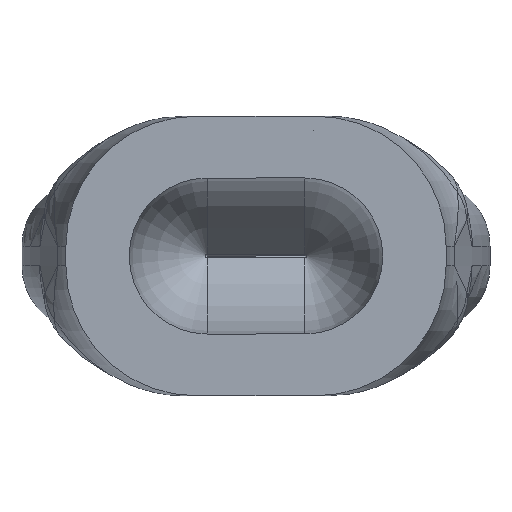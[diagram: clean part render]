
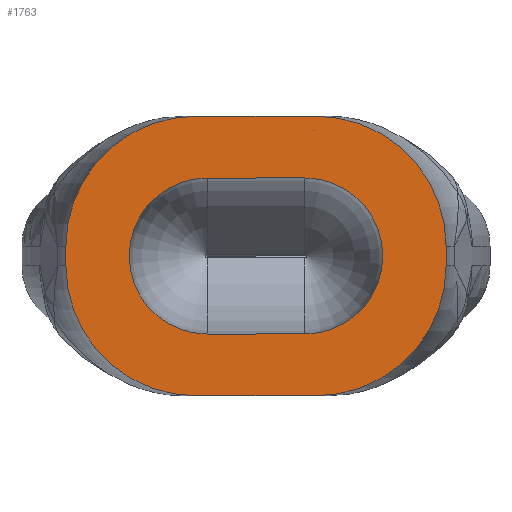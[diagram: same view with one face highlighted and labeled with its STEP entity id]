
A CAD part, front view. The second image highlights one B-rep face of the part: STEP entity #1763.
In plain terms, the highlighted planar face has unit normal (0, -1, 0).
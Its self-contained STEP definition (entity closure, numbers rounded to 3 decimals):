
#14 = VECTOR ( 'NONE', #1212, 1000. ) ;
#34 = ORIENTED_EDGE ( 'NONE', *, *, #787, .F. ) ;
#51 = EDGE_CURVE ( 'NONE', #163, #1159, #978, .T. ) ;
#103 = EDGE_CURVE ( 'NONE', #977, #163, #1739, .T. ) ;
#120 = ORIENTED_EDGE ( 'NONE', *, *, #51, .T. ) ;
#123 = AXIS2_PLACEMENT_3D ( 'NONE', #1074, #2372, #2024 ) ;
#161 = EDGE_CURVE ( 'NONE', #1673, #254, #1771, .T. ) ;
#163 = VERTEX_POINT ( 'NONE', #2077 ) ;
#182 = DIRECTION ( 'NONE',  ( 0., 0., -1. ) ) ;
#193 = DIRECTION ( 'NONE',  ( 1., 0., 0. ) ) ;
#211 = LINE ( 'NONE', #369, #2310 ) ;
#216 = ORIENTED_EDGE ( 'NONE', *, *, #1593, .F. ) ;
#225 = DIRECTION ( 'NONE',  ( 0., -1., 0. ) ) ;
#231 = DIRECTION ( 'NONE',  ( 0., 0., 1. ) ) ;
#254 = VERTEX_POINT ( 'NONE', #1557 ) ;
#264 = EDGE_CURVE ( 'NONE', #1791, #1478, #1648, .T. ) ;
#277 = CARTESIAN_POINT ( 'NONE',  ( -0.925, -16.4, 4.3 ) ) ;
#297 = DIRECTION ( 'NONE',  ( 0., -1., 0. ) ) ;
#303 = CARTESIAN_POINT ( 'NONE',  ( -2.925, -16.4, 2. ) ) ;
#347 = LINE ( 'NONE', #1104, #1227 ) ;
#369 = CARTESIAN_POINT ( 'NONE',  ( -0.75, -16.4, 0.95 ) ) ;
#403 = ORIENTED_EDGE ( 'NONE', *, *, #161, .F. ) ;
#408 = VERTEX_POINT ( 'NONE', #303 ) ;
#417 = CARTESIAN_POINT ( 'NONE',  ( 0.75, -16.4, 2.15 ) ) ;
#482 = CARTESIAN_POINT ( 'NONE',  ( 0., -16.4, 4.3 ) ) ;
#500 = CARTESIAN_POINT ( 'NONE',  ( 0.925, -16.4, 4.3 ) ) ;
#550 = ORIENTED_EDGE ( 'NONE', *, *, #264, .F. ) ;
#581 = DIRECTION ( 'NONE',  ( 0., 0., -1. ) ) ;
#594 = CARTESIAN_POINT ( 'NONE',  ( 0., -16.4, 0. ) ) ;
#619 = CARTESIAN_POINT ( 'NONE',  ( -0.75, -16.4, 2.15 ) ) ;
#642 = EDGE_CURVE ( 'NONE', #408, #977, #1737, .T. ) ;
#663 = LINE ( 'NONE', #1008, #14 ) ;
#715 = CIRCLE ( 'NONE', #2083, 2. ) ;
#742 = CARTESIAN_POINT ( 'NONE',  ( 0.75, -16.4, 0.95 ) ) ;
#787 = EDGE_CURVE ( 'NONE', #1478, #1673, #211, .T. ) ;
#797 = FACE_BOUND ( 'NONE', #1918, .T. ) ;
#798 = ORIENTED_EDGE ( 'NONE', *, *, #2059, .T. ) ;
#805 = DIRECTION ( 'NONE',  ( 0., -1., 0. ) ) ;
#930 = CARTESIAN_POINT ( 'NONE',  ( 2.925, -16.4, 2. ) ) ;
#977 = VERTEX_POINT ( 'NONE', #1741 ) ;
#978 = CIRCLE ( 'NONE', #123, 2. ) ;
#984 = AXIS2_PLACEMENT_3D ( 'NONE', #1908, #225, #1882 ) ;
#995 = EDGE_LOOP ( 'NONE', ( #1449, #120, #216, #1745, #1702, #1209, #798, #2096 ) ) ;
#1004 = EDGE_CURVE ( 'NONE', #2109, #2292, #1171, .T. ) ;
#1008 = CARTESIAN_POINT ( 'NONE',  ( -2.925, -16.4, 4.3 ) ) ;
#1013 = CARTESIAN_POINT ( 'NONE',  ( -0.75, -16.4, 3.35 ) ) ;
#1017 = AXIS2_PLACEMENT_3D ( 'NONE', #417, #1169, #182 ) ;
#1027 = VERTEX_POINT ( 'NONE', #1073 ) ;
#1031 = VERTEX_POINT ( 'NONE', #1234 ) ;
#1045 = DIRECTION ( 'NONE',  ( 0., 1., 0. ) ) ;
#1051 = CARTESIAN_POINT ( 'NONE',  ( -0.925, -16.4, 2.3 ) ) ;
#1068 = CARTESIAN_POINT ( 'NONE',  ( -0.75, -16.4, 0.95 ) ) ;
#1073 = CARTESIAN_POINT ( 'NONE',  ( 2.925, -16.4, 2.3 ) ) ;
#1074 = CARTESIAN_POINT ( 'NONE',  ( 0.925, -16.4, 2. ) ) ;
#1080 = DIRECTION ( 'NONE',  ( 0., 0., -1. ) ) ;
#1104 = CARTESIAN_POINT ( 'NONE',  ( -0.75, -16.4, 3.35 ) ) ;
#1128 = LINE ( 'NONE', #1867, #1384 ) ;
#1159 = VERTEX_POINT ( 'NONE', #930 ) ;
#1167 = DIRECTION ( 'NONE',  ( 0., -1., 0. ) ) ;
#1169 = DIRECTION ( 'NONE',  ( 0., -1., 0. ) ) ;
#1171 = LINE ( 'NONE', #1569, #1618 ) ;
#1209 = ORIENTED_EDGE ( 'NONE', *, *, #2070, .T. ) ;
#1212 = DIRECTION ( 'NONE',  ( 0., 0., -1. ) ) ;
#1227 = VECTOR ( 'NONE', #1288, 1000. ) ;
#1234 = CARTESIAN_POINT ( 'NONE',  ( -2.925, -16.4, 2.3 ) ) ;
#1265 = AXIS2_PLACEMENT_3D ( 'NONE', #1051, #297, #1946 ) ;
#1272 = EDGE_CURVE ( 'NONE', #1027, #2292, #715, .T. ) ;
#1288 = DIRECTION ( 'NONE',  ( -1., 0., 0. ) ) ;
#1381 = DIRECTION ( 'NONE',  ( 1., 0., 0. ) ) ;
#1384 = VECTOR ( 'NONE', #1080, 1000. ) ;
#1415 = FACE_OUTER_BOUND ( 'NONE', #995, .T. ) ;
#1449 = ORIENTED_EDGE ( 'NONE', *, *, #103, .T. ) ;
#1478 = VERTEX_POINT ( 'NONE', #1068 ) ;
#1530 = DIRECTION ( 'NONE',  ( 1., 0., 0. ) ) ;
#1548 = CIRCLE ( 'NONE', #1265, 2. ) ;
#1550 = PLANE ( 'NONE',  #2084 ) ;
#1557 = CARTESIAN_POINT ( 'NONE',  ( 0.75, -16.4, 3.35 ) ) ;
#1569 = CARTESIAN_POINT ( 'NONE',  ( 0., -16.4, 4.3 ) ) ;
#1593 = EDGE_CURVE ( 'NONE', #1027, #1159, #1128, .T. ) ;
#1618 = VECTOR ( 'NONE', #1381, 1000. ) ;
#1648 = CIRCLE ( 'NONE', #1961, 1.2 ) ;
#1673 = VERTEX_POINT ( 'NONE', #742 ) ;
#1702 = ORIENTED_EDGE ( 'NONE', *, *, #1004, .F. ) ;
#1737 = CIRCLE ( 'NONE', #984, 2. ) ;
#1739 = LINE ( 'NONE', #594, #1996 ) ;
#1741 = CARTESIAN_POINT ( 'NONE',  ( -0.925, -16.4, 0. ) ) ;
#1745 = ORIENTED_EDGE ( 'NONE', *, *, #1272, .T. ) ;
#1763 = ADVANCED_FACE ( 'NONE', ( #797, #1415 ), #1550, .F. ) ;
#1771 = CIRCLE ( 'NONE', #1017, 1.2 ) ;
#1791 = VERTEX_POINT ( 'NONE', #1013 ) ;
#1863 = EDGE_CURVE ( 'NONE', #254, #1791, #347, .T. ) ;
#1867 = CARTESIAN_POINT ( 'NONE',  ( 2.925, -16.4, 4.3 ) ) ;
#1882 = DIRECTION ( 'NONE',  ( 0., 0., 1. ) ) ;
#1908 = CARTESIAN_POINT ( 'NONE',  ( -0.925, -16.4, 2. ) ) ;
#1918 = EDGE_LOOP ( 'NONE', ( #34, #550, #2209, #403 ) ) ;
#1946 = DIRECTION ( 'NONE',  ( 0., 0., 1. ) ) ;
#1961 = AXIS2_PLACEMENT_3D ( 'NONE', #619, #805, #581 ) ;
#1996 = VECTOR ( 'NONE', #1530, 1000. ) ;
#2024 = DIRECTION ( 'NONE',  ( 0., 0., 1. ) ) ;
#2059 = EDGE_CURVE ( 'NONE', #1031, #408, #663, .T. ) ;
#2070 = EDGE_CURVE ( 'NONE', #2109, #1031, #1548, .T. ) ;
#2077 = CARTESIAN_POINT ( 'NONE',  ( 0.925, -16.4, 0. ) ) ;
#2083 = AXIS2_PLACEMENT_3D ( 'NONE', #2088, #1167, #231 ) ;
#2084 = AXIS2_PLACEMENT_3D ( 'NONE', #482, #1045, #2108 ) ;
#2088 = CARTESIAN_POINT ( 'NONE',  ( 0.925, -16.4, 2.3 ) ) ;
#2096 = ORIENTED_EDGE ( 'NONE', *, *, #642, .T. ) ;
#2108 = DIRECTION ( 'NONE',  ( 0., 0., 1. ) ) ;
#2109 = VERTEX_POINT ( 'NONE', #277 ) ;
#2209 = ORIENTED_EDGE ( 'NONE', *, *, #1863, .F. ) ;
#2292 = VERTEX_POINT ( 'NONE', #500 ) ;
#2310 = VECTOR ( 'NONE', #193, 1000. ) ;
#2372 = DIRECTION ( 'NONE',  ( 0., -1., 0. ) ) ;
